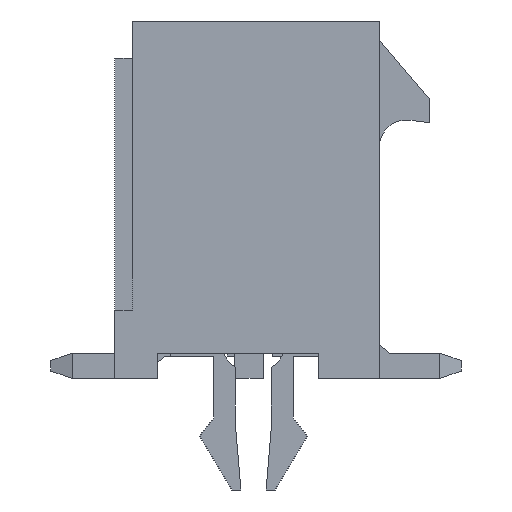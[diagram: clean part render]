
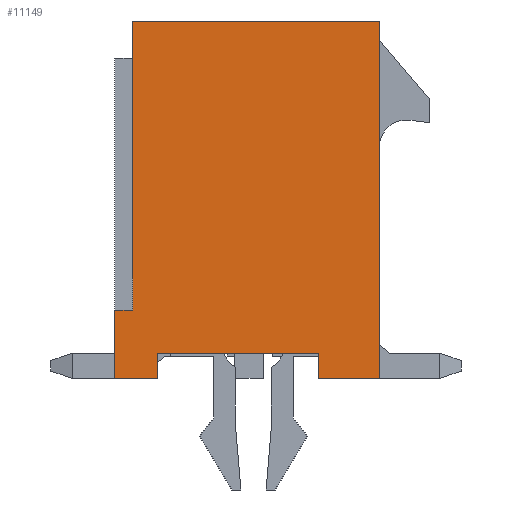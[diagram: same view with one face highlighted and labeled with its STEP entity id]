
A CAD part, left-side view. The second image highlights one B-rep face of the part: STEP entity #11149.
In plain terms, the highlighted planar face has unit normal (-1, 0, 0).
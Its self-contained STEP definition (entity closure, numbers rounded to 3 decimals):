
#1720=ORIENTED_EDGE('',*,*,#4599,.F.);
#1721=ORIENTED_EDGE('',*,*,#4600,.T.);
#1722=ORIENTED_EDGE('',*,*,#4427,.T.);
#1723=ORIENTED_EDGE('',*,*,#4371,.T.);
#1724=ORIENTED_EDGE('',*,*,#4364,.T.);
#1725=ORIENTED_EDGE('',*,*,#4591,.T.);
#1726=ORIENTED_EDGE('',*,*,#4506,.T.);
#1727=ORIENTED_EDGE('',*,*,#4601,.F.);
#1728=ORIENTED_EDGE('',*,*,#4602,.T.);
#1729=ORIENTED_EDGE('',*,*,#4481,.T.);
#4364=EDGE_CURVE('',#5773,#5772,#7025,.T.);
#4371=EDGE_CURVE('',#5779,#5773,#7032,.T.);
#4427=EDGE_CURVE('',#5829,#5779,#7088,.T.);
#4481=EDGE_CURVE('',#5878,#5877,#7142,.T.);
#4506=EDGE_CURVE('',#5897,#5896,#7167,.T.);
#4591=EDGE_CURVE('',#5772,#5897,#7252,.T.);
#4599=EDGE_CURVE('',#5979,#5877,#7260,.T.);
#4600=EDGE_CURVE('',#5979,#5829,#7261,.T.);
#4601=EDGE_CURVE('',#5980,#5896,#7262,.T.);
#4602=EDGE_CURVE('',#5980,#5878,#7263,.T.);
#5772=VERTEX_POINT('',#16756);
#5773=VERTEX_POINT('',#16758);
#5779=VERTEX_POINT('',#16772);
#5829=VERTEX_POINT('',#16880);
#5877=VERTEX_POINT('',#16988);
#5878=VERTEX_POINT('',#16990);
#5896=VERTEX_POINT('',#17033);
#5897=VERTEX_POINT('',#17035);
#5979=VERTEX_POINT('',#17213);
#5980=VERTEX_POINT('',#17216);
#7025=LINE('',#16757,#8560);
#7032=LINE('',#16771,#8567);
#7088=LINE('',#16883,#8623);
#7142=LINE('',#16989,#8677);
#7167=LINE('',#17034,#8702);
#7252=LINE('',#17201,#8787);
#7260=LINE('',#17212,#8795);
#7261=LINE('',#17214,#8796);
#7262=LINE('',#17215,#8797);
#7263=LINE('',#17217,#8798);
#8560=VECTOR('',#13493,1000.);
#8567=VECTOR('',#13502,1000.);
#8623=VECTOR('',#13566,1000.);
#8677=VECTOR('',#13630,1000.);
#8702=VECTOR('',#13657,1000.);
#8787=VECTOR('',#13744,1000.);
#8795=VECTOR('',#13756,1000.);
#8796=VECTOR('',#13757,1000.);
#8797=VECTOR('',#13758,1000.);
#8798=VECTOR('',#13759,1000.);
#9497=EDGE_LOOP('',(#1720,#1721,#1722,#1723,#1724,#1725,#1726,#1727,#1728,
#1729));
#10084=FACE_BOUND('',#9497,.T.);
#10648=PLANE('',#11769);
#11149=ADVANCED_FACE('',(#10084),#10648,.T.);
#11769=AXIS2_PLACEMENT_3D('',#17211,#13754,#13755);
#13493=DIRECTION('',(0.,0.,1.));
#13502=DIRECTION('',(0.,-1.,0.));
#13566=DIRECTION('',(0.,0.,-1.));
#13630=DIRECTION('',(0.,-1.,0.));
#13657=DIRECTION('',(0.,0.,-1.));
#13744=DIRECTION('',(0.,1.,0.));
#13754=DIRECTION('',(-1.,0.,0.));
#13755=DIRECTION('',(0.,0.,1.));
#13756=DIRECTION('',(0.,0.,-1.));
#13757=DIRECTION('',(0.,-1.,0.));
#13758=DIRECTION('',(0.,-1.,0.));
#13759=DIRECTION('',(0.,0.,-1.));
#16756=CARTESIAN_POINT('',(-16.85,-3.43,4.95));
#16757=CARTESIAN_POINT('',(-16.85,-3.43,-4.95));
#16758=CARTESIAN_POINT('',(-16.85,-3.43,-4.95));
#16771=CARTESIAN_POINT('',(-16.85,3.43,-4.95));
#16772=CARTESIAN_POINT('',(-16.85,-1.73,-4.95));
#16880=CARTESIAN_POINT('',(-16.85,-1.73,-4.25));
#16883=CARTESIAN_POINT('',(-16.85,-1.73,-3.95));
#16988=CARTESIAN_POINT('',(-16.85,2.73,-4.95));
#16989=CARTESIAN_POINT('',(-16.85,3.43,-4.95));
#16990=CARTESIAN_POINT('',(-16.85,3.93,-4.95));
#17033=CARTESIAN_POINT('',(-16.85,3.43,-3.05));
#17034=CARTESIAN_POINT('',(-16.85,3.43,4.95));
#17035=CARTESIAN_POINT('',(-16.85,3.43,4.95));
#17201=CARTESIAN_POINT('',(-16.85,-3.43,4.95));
#17211=CARTESIAN_POINT('',(-16.85,0.,0.));
#17212=CARTESIAN_POINT('',(-16.85,2.73,-3.95));
#17213=CARTESIAN_POINT('',(-16.85,2.73,-4.25));
#17214=CARTESIAN_POINT('',(-16.85,2.73,-4.25));
#17215=CARTESIAN_POINT('',(-16.85,3.93,-3.05));
#17216=CARTESIAN_POINT('',(-16.85,3.93,-3.05));
#17217=CARTESIAN_POINT('',(-16.85,3.93,-3.05));
